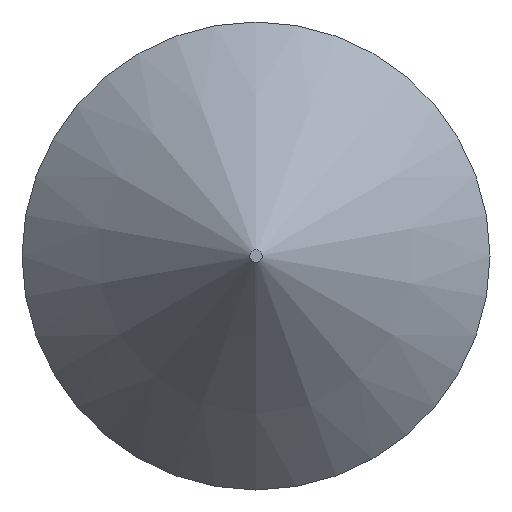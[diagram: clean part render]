
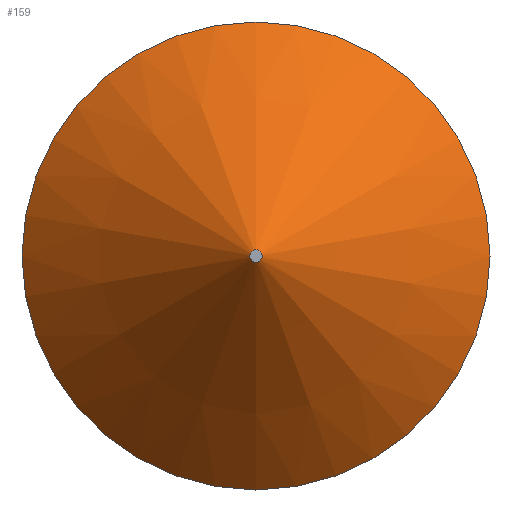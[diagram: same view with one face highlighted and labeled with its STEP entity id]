
A CAD part, left-side view. The second image highlights one B-rep face of the part: STEP entity #159.
In plain terms, the highlighted conical face has half-angle 45 degrees and reference radius 0.025 mm.
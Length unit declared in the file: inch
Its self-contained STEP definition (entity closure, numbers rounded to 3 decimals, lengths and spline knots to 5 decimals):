
#4 = AXIS2_PLACEMENT_3D ( 'NONE', #416, #359, #61 ) ;
#36 = AXIS2_PLACEMENT_3D ( 'NONE', #71, #419, #115 ) ;
#38 = CIRCLE ( 'NONE', #268, 0.0375 ) ;
#61 = DIRECTION ( 'NONE',  ( 0., 0., 1. ) ) ;
#71 = CARTESIAN_POINT ( 'NONE',  ( -0.24, 0., 0. ) ) ;
#115 = DIRECTION ( 'NONE',  ( 0., 0., -1. ) ) ;
#126 = VERTEX_POINT ( 'NONE', #425 ) ;
#159 = ADVANCED_FACE ( 'NONE', ( #605, #185 ), #293, .T. ) ;
#185 = FACE_BOUND ( 'NONE', #226, .T. ) ;
#196 = EDGE_CURVE ( 'NONE', #126, #126, #548, .T. ) ;
#215 = ORIENTED_EDGE ( 'NONE', *, *, #196, .F. ) ;
#219 = DIRECTION ( 'NONE',  ( 0., 0., 1. ) ) ;
#223 = ORIENTED_EDGE ( 'NONE', *, *, #582, .T. ) ;
#226 = EDGE_LOOP ( 'NONE', ( #215 ) ) ;
#264 = DIRECTION ( 'NONE',  ( -1., 0., 0. ) ) ;
#268 = AXIS2_PLACEMENT_3D ( 'NONE', #641, #264, #219 ) ;
#293 = CONICAL_SURFACE ( 'NONE', #36, 0.001, 0.785 ) ;
#359 = DIRECTION ( 'NONE',  ( -1., 0., 0. ) ) ;
#393 = EDGE_LOOP ( 'NONE', ( #223 ) ) ;
#416 = CARTESIAN_POINT ( 'NONE',  ( -0.24, 0., 0. ) ) ;
#419 = DIRECTION ( 'NONE',  ( 1., 0., 0. ) ) ;
#425 = CARTESIAN_POINT ( 'NONE',  ( -0.24, 0., 0.001 ) ) ;
#475 = VERTEX_POINT ( 'NONE', #592 ) ;
#548 = CIRCLE ( 'NONE', #4, 0.001 ) ;
#582 = EDGE_CURVE ( 'NONE', #475, #475, #38, .T. ) ;
#592 = CARTESIAN_POINT ( 'NONE',  ( -0.2035, 0., 0.0375 ) ) ;
#605 = FACE_OUTER_BOUND ( 'NONE', #393, .T. ) ;
#641 = CARTESIAN_POINT ( 'NONE',  ( -0.2035, 0., 0. ) ) ;
